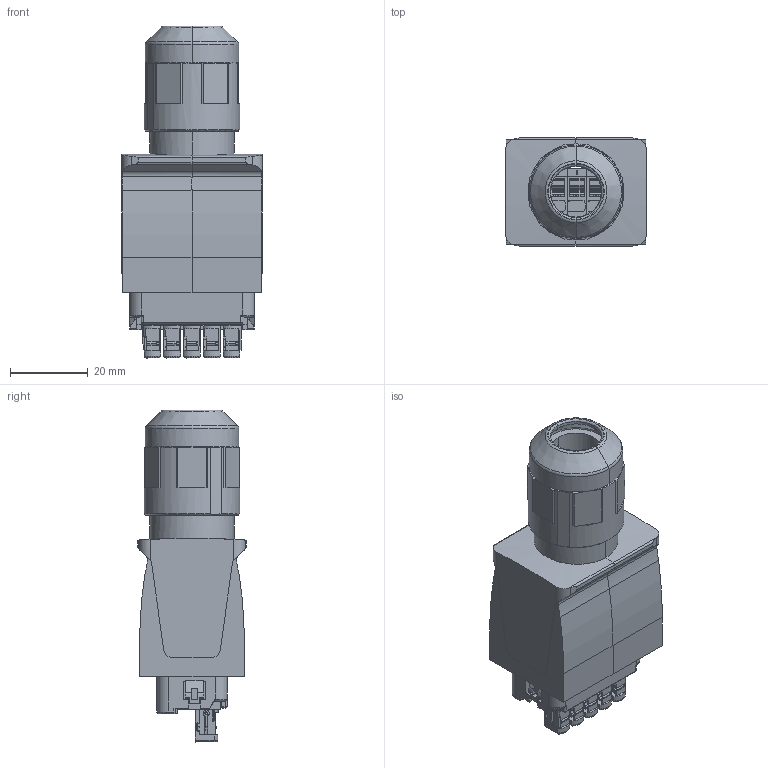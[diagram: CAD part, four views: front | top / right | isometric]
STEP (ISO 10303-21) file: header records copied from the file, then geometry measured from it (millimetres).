
FILE_DESCRIPTION(('CATIA V5 STEP Exchange','CAx-IF Rec.Pracs.--- Model Styling and Organization---1.4--- 2014-01-23'),'2;1');
FILE_NAME ('1505247-5_0_2912590000_2912590000.stp','2023-03-02T06:57:15+00:00',('none'),('Weidmueller'),'CATIA Version 5-6 Release 2016 SP3 HF44','CATIA V5 STEP AP214','none');
FILE_SCHEMA(('AUTOMOTIVE_DESIGN { 1 0 10303 214 1 1 1 1 }'));
Length unit declared in the file: millimetre
Products named in the file (1): 2912590000
Bounding box: 36.2 x 28 x 85.3 mm (x, y, z)
Volume: 29021.1 mm3; surface area: 38957.4 mm2
Topology: 36 solids, 36 shells, 2548 faces, 6783 edges, 4314 vertices
Faces by surface type: plane 1584, cylinder 656, cone 102, bspline 91, torus 54, extrusion 51, sphere 10
Entity records: 79145 total; most frequent: CARTESIAN_POINT 19797, ORIENTED_EDGE 13546, DIRECTION 9991, EDGE_CURVE 6773, VECTOR 4583, LINE 4532, VERTEX_POINT 4314, AXIS2_PLACEMENT_3D 3353
